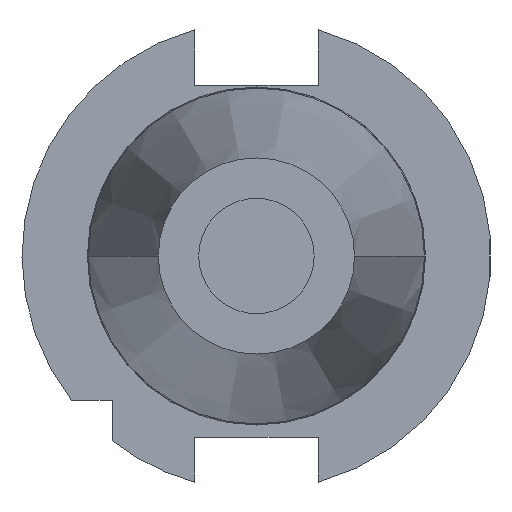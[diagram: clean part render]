
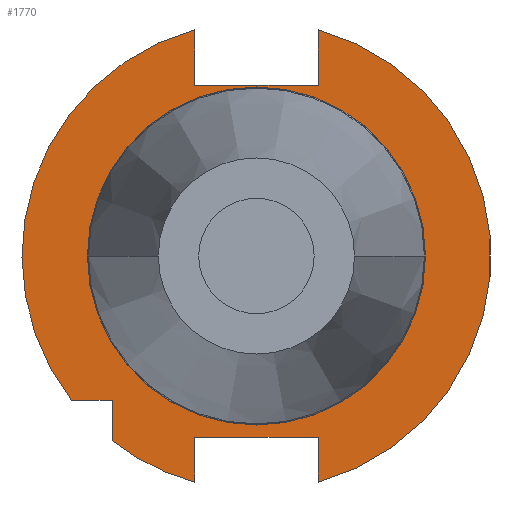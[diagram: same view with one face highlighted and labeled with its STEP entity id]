
A CAD part, left-side view. The second image highlights one B-rep face of the part: STEP entity #1770.
In plain terms, the highlighted planar face has unit normal (-1, 0, 0).
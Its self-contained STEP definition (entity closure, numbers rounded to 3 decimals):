
#597=CARTESIAN_POINT('',(3.2,0.,0.));
#598=DIRECTION('',(-1.,0.,0.));
#599=DIRECTION('',(0.,-0.264,-0.965));
#600=AXIS2_PLACEMENT_3D('',#597,#598,#599);
#642=CARTESIAN_POINT('',(3.2,0.,0.));
#643=DIRECTION('',(-1.,0.,0.));
#644=DIRECTION('',(0.,0.264,0.965));
#645=AXIS2_PLACEMENT_3D('',#642,#643,#644);
#657=CARTESIAN_POINT('',(3.2,0.,0.));
#658=DIRECTION('',(-1.,0.,0.));
#659=DIRECTION('',(0.,0.615,-0.788));
#660=AXIS2_PLACEMENT_3D('',#657,#658,#659);
#680=DIRECTION('',(0.,-1.,0.));
#681=VECTOR('',#680,8.426);
#682=CARTESIAN_POINT('',(3.2,38.426,-30.));
#683=LINE('',#682,#681);
#687=DIRECTION('',(0.,0.,-1.));
#688=VECTOR('',#687,11.526);
#689=CARTESIAN_POINT('',(3.2,12.85,47.026));
#690=LINE('',#689,#688);
#694=DIRECTION('',(0.,1.,0.));
#695=VECTOR('',#694,25.7);
#696=CARTESIAN_POINT('',(3.2,-12.85,35.5));
#697=LINE('',#696,#695);
#701=DIRECTION('',(0.,0.,-1.));
#702=VECTOR('',#701,11.526);
#703=CARTESIAN_POINT('',(3.2,-12.85,47.026));
#704=LINE('',#703,#702);
#708=DIRECTION('',(0.,0.,1.));
#709=VECTOR('',#708,9.326);
#710=CARTESIAN_POINT('',(3.2,-12.85,-47.026));
#711=LINE('',#710,#709);
#715=DIRECTION('',(0.,1.,0.));
#716=VECTOR('',#715,25.7);
#717=CARTESIAN_POINT('',(3.2,-12.85,-37.7));
#718=LINE('',#717,#716);
#722=DIRECTION('',(0.,0.,1.));
#723=VECTOR('',#722,9.326);
#724=CARTESIAN_POINT('',(3.2,12.85,-47.026));
#725=LINE('',#724,#723);
#729=DIRECTION('',(0.,0.,1.));
#730=VECTOR('',#729,8.426);
#731=CARTESIAN_POINT('',(3.2,30.,-38.426));
#732=LINE('',#731,#730);
#750=CARTESIAN_POINT('',(3.2,0.,0.));
#751=DIRECTION('',(-1.,0.,0.));
#752=DIRECTION('',(0.,1.,0.));
#753=AXIS2_PLACEMENT_3D('',#750,#751,#752);
#758=CARTESIAN_POINT('',(3.2,0.,0.));
#759=DIRECTION('',(1.,0.,0.));
#760=DIRECTION('',(0.,1.,0.));
#761=AXIS2_PLACEMENT_3D('',#758,#759,#760);
#1148=CARTESIAN_POINT('',(3.2,35.034,0.));
#1150=VERTEX_POINT('',#1148);
#1158=CARTESIAN_POINT('',(3.2,-35.034,0.));
#1160=VERTEX_POINT('',#1158);
#1180=CARTESIAN_POINT('',(3.2,12.85,47.026));
#1181=VERTEX_POINT('',#1180);
#1182=CARTESIAN_POINT('',(3.2,-12.85,47.026));
#1183=VERTEX_POINT('',#1182);
#1184=CARTESIAN_POINT('',(3.2,-12.85,35.5));
#1185=CARTESIAN_POINT('',(3.2,12.85,35.5));
#1186=VERTEX_POINT('',#1184);
#1187=VERTEX_POINT('',#1185);
#1220=CARTESIAN_POINT('',(3.2,12.85,-47.026));
#1221=VERTEX_POINT('',#1220);
#1222=CARTESIAN_POINT('',(3.2,-12.85,-47.026));
#1223=VERTEX_POINT('',#1222);
#1224=CARTESIAN_POINT('',(3.2,-12.85,-37.7));
#1225=CARTESIAN_POINT('',(3.2,12.85,-37.7));
#1226=VERTEX_POINT('',#1224);
#1227=VERTEX_POINT('',#1225);
#1252=CARTESIAN_POINT('',(3.2,38.426,-30.));
#1253=VERTEX_POINT('',#1252);
#1254=CARTESIAN_POINT('',(3.2,30.,-38.426));
#1255=VERTEX_POINT('',#1254);
#1256=CARTESIAN_POINT('',(3.2,30.,-30.));
#1257=VERTEX_POINT('',#1256);
#1742=CARTESIAN_POINT('',(3.2,0.,0.));
#1743=DIRECTION('',(1.,0.,0.));
#1744=DIRECTION('',(0.,-1.,0.));
#1745=AXIS2_PLACEMENT_3D('',#1742,#1743,#1744);
#1746=PLANE('',#1745);
#1747=ORIENTED_EDGE('',*,*,#1374,.F.);
#1748=ORIENTED_EDGE('',*,*,#1723,.F.);
#1750=ORIENTED_EDGE('',*,*,#1749,.T.);
#1752=ORIENTED_EDGE('',*,*,#1751,.F.);
#1754=ORIENTED_EDGE('',*,*,#1753,.F.);
#1755=ORIENTED_EDGE('',*,*,#1706,.F.);
#1756=ORIENTED_EDGE('',*,*,#1433,.T.);
#1757=ORIENTED_EDGE('',*,*,#1459,.T.);
#1758=ORIENTED_EDGE('',*,*,#1484,.F.);
#1759=ORIENTED_EDGE('',*,*,#1735,.F.);
#1761=ORIENTED_EDGE('',*,*,#1760,.T.);
#1762=EDGE_LOOP('',(#1747,#1748,#1750,#1752,#1754,#1755,#1756,#1757,#1758,#1759,
#1761));
#1763=FACE_OUTER_BOUND('',#1762,.F.);
#1765=ORIENTED_EDGE('',*,*,#1764,.T.);
#1767=ORIENTED_EDGE('',*,*,#1766,.F.);
#1768=EDGE_LOOP('',(#1765,#1767));
#1769=FACE_BOUND('',#1768,.F.);
#601=CIRCLE('',#600,48.75);
#646=CIRCLE('',#645,48.75);
#661=CIRCLE('',#660,48.75);
#754=CIRCLE('',#753,35.034);
#762=CIRCLE('',#761,35.034);
#1374=EDGE_CURVE('',#1253,#1257,#683,.T.);
#1433=EDGE_CURVE('',#1223,#1226,#711,.T.);
#1459=EDGE_CURVE('',#1226,#1227,#718,.T.);
#1484=EDGE_CURVE('',#1221,#1227,#725,.T.);
#1706=EDGE_CURVE('',#1223,#1183,#601,.T.);
#1723=EDGE_CURVE('',#1181,#1253,#646,.T.);
#1735=EDGE_CURVE('',#1255,#1221,#661,.T.);
#1749=EDGE_CURVE('',#1181,#1187,#690,.T.);
#1751=EDGE_CURVE('',#1186,#1187,#697,.T.);
#1753=EDGE_CURVE('',#1183,#1186,#704,.T.);
#1760=EDGE_CURVE('',#1255,#1257,#732,.T.);
#1764=EDGE_CURVE('',#1150,#1160,#754,.T.);
#1766=EDGE_CURVE('',#1150,#1160,#762,.T.);
#1770=ADVANCED_FACE('',(#1763,#1769),#1746,.F.);
